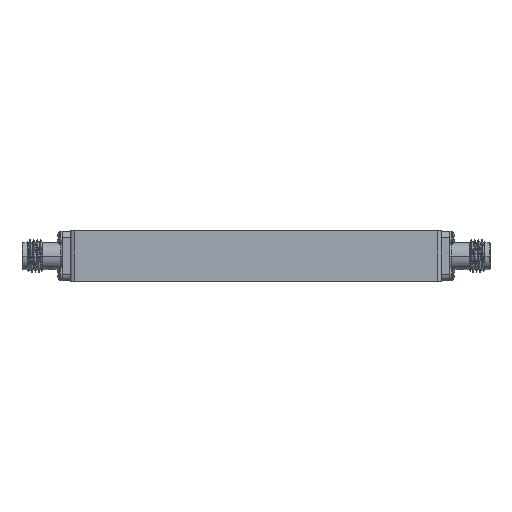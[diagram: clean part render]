
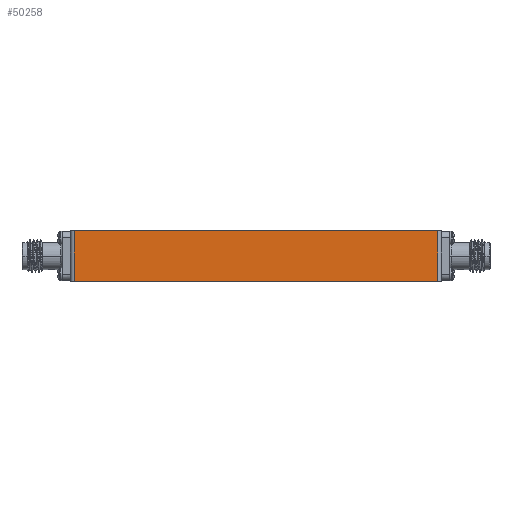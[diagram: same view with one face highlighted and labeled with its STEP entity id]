
A CAD part, left-side view. The second image highlights one B-rep face of the part: STEP entity #50258.
In plain terms, the highlighted planar face has unit normal (-1, 0, 0).
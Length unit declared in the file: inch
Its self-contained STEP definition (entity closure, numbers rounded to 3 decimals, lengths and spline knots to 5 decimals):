
#3126 = EDGE_LOOP ( 'NONE', ( #35270, #10712, #37171, #23472 ) ) ;
#5955 = DIRECTION ( 'NONE',  ( 1., 0., 0. ) ) ;
#9702 = LINE ( 'NONE', #19734, #44331 ) ;
#10712 = ORIENTED_EDGE ( 'NONE', *, *, #58508, .T. ) ;
#13184 = CARTESIAN_POINT ( 'NONE',  ( -1.16142, -1.40701, -0.19685 ) ) ;
#14029 = VECTOR ( 'NONE', #29811, 39.37008 ) ;
#19734 = CARTESIAN_POINT ( 'NONE',  ( -1.16142, -1.43701, -0.19685 ) ) ;
#19928 = PLANE ( 'NONE',  #39424 ) ;
#20038 = DIRECTION ( 'NONE',  ( 0., -1., 0. ) ) ;
#20513 = CARTESIAN_POINT ( 'NONE',  ( -1.16142, -1.40701, 0.19685 ) ) ;
#22676 = VECTOR ( 'NONE', #20038, 39.37008 ) ;
#23304 = CARTESIAN_POINT ( 'NONE',  ( -1.16142, 1.40701, 0.19685 ) ) ;
#23472 = ORIENTED_EDGE ( 'NONE', *, *, #60472, .T. ) ;
#23764 = CARTESIAN_POINT ( 'NONE',  ( -1.16142, -1.43701, 0.19685 ) ) ;
#24167 = VERTEX_POINT ( 'NONE', #35451 ) ;
#27094 = EDGE_CURVE ( 'NONE', #24167, #54950, #9702, .T. ) ;
#29811 = DIRECTION ( 'NONE',  ( 0., 0., 1. ) ) ;
#30173 = EDGE_CURVE ( 'NONE', #32432, #38177, #51453, .T. ) ;
#30772 = CARTESIAN_POINT ( 'NONE',  ( -1.16142, -1.40701, 0.19685 ) ) ;
#32432 = VERTEX_POINT ( 'NONE', #40844 ) ;
#32865 = DIRECTION ( 'NONE',  ( 0., 0., -1. ) ) ;
#35270 = ORIENTED_EDGE ( 'NONE', *, *, #27094, .T. ) ;
#35334 = LINE ( 'NONE', #23304, #56732 ) ;
#35451 = CARTESIAN_POINT ( 'NONE',  ( -1.16142, 1.40701, -0.19685 ) ) ;
#36212 = LINE ( 'NONE', #20513, #14029 ) ;
#37171 = ORIENTED_EDGE ( 'NONE', *, *, #30173, .F. ) ;
#38177 = VERTEX_POINT ( 'NONE', #30772 ) ;
#39424 = AXIS2_PLACEMENT_3D ( 'NONE', #57714, #5955, #43682 ) ;
#40844 = CARTESIAN_POINT ( 'NONE',  ( -1.16142, 1.40701, 0.19685 ) ) ;
#43682 = DIRECTION ( 'NONE',  ( 0., 0., -1. ) ) ;
#44331 = VECTOR ( 'NONE', #48600, 39.37008 ) ;
#48600 = DIRECTION ( 'NONE',  ( 0., -1., 0. ) ) ;
#50258 = ADVANCED_FACE ( 'NONE', ( #60809 ), #19928, .F. ) ;
#51453 = LINE ( 'NONE', #23764, #22676 ) ;
#54950 = VERTEX_POINT ( 'NONE', #13184 ) ;
#56732 = VECTOR ( 'NONE', #32865, 39.37008 ) ;
#57714 = CARTESIAN_POINT ( 'NONE',  ( -1.16142, -1.43701, 0.19685 ) ) ;
#58508 = EDGE_CURVE ( 'NONE', #54950, #38177, #36212, .T. ) ;
#60472 = EDGE_CURVE ( 'NONE', #32432, #24167, #35334, .T. ) ;
#60809 = FACE_OUTER_BOUND ( 'NONE', #3126, .T. ) ;
